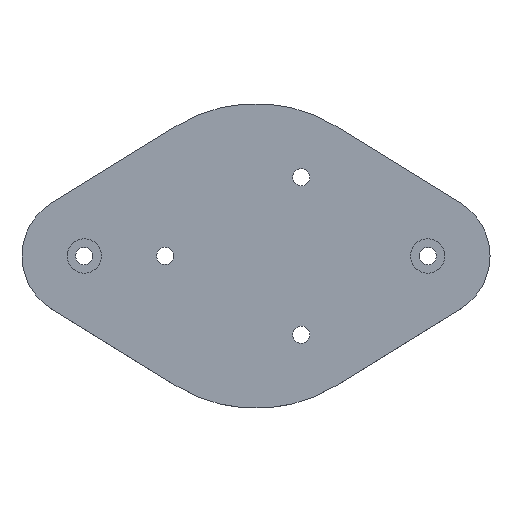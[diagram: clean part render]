
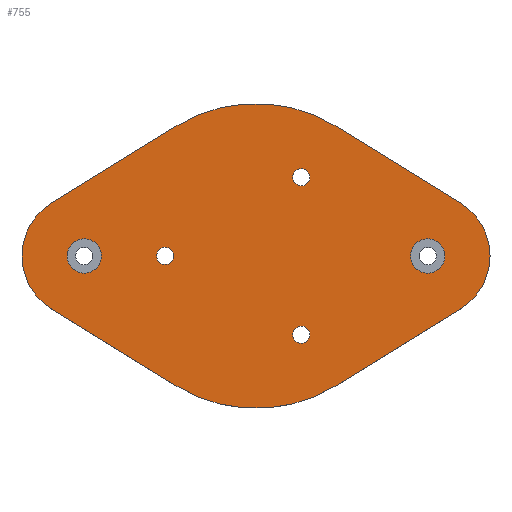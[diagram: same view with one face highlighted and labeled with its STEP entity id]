
A CAD part, top view. The second image highlights one B-rep face of the part: STEP entity #755.
In plain terms, the highlighted planar face has unit normal (0, 0, 1).
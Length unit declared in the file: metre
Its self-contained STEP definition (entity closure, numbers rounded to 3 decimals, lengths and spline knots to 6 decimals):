
#79=LINE('',#1431,#149);
#83=LINE('',#1440,#153);
#87=LINE('',#1458,#157);
#88=LINE('',#1459,#158);
#149=VECTOR('',#1230,1.);
#153=VECTOR('',#1236,1.);
#157=VECTOR('',#1256,1.);
#158=VECTOR('',#1257,1.);
#294=ORIENTED_EDGE('',*,*,#372,.F.);
#295=ORIENTED_EDGE('',*,*,#373,.F.);
#296=ORIENTED_EDGE('',*,*,#374,.F.);
#297=ORIENTED_EDGE('',*,*,#375,.F.);
#298=ORIENTED_EDGE('',*,*,#376,.F.);
#299=ORIENTED_EDGE('',*,*,#431,.T.);
#300=ORIENTED_EDGE('',*,*,#432,.F.);
#301=ORIENTED_EDGE('',*,*,#426,.T.);
#302=ORIENTED_EDGE('',*,*,#419,.F.);
#303=ORIENTED_EDGE('',*,*,#417,.T.);
#304=ORIENTED_EDGE('',*,*,#423,.F.);
#305=ORIENTED_EDGE('',*,*,#430,.T.);
#306=ORIENTED_EDGE('',*,*,#433,.F.);
#372=EDGE_CURVE('',#464,#464,#512,.T.);
#373=EDGE_CURVE('',#465,#465,#513,.T.);
#374=EDGE_CURVE('',#466,#466,#514,.T.);
#375=EDGE_CURVE('',#467,#467,#515,.T.);
#376=EDGE_CURVE('',#468,#468,#516,.T.);
#417=EDGE_CURVE('',#492,#491,#520,.T.);
#419=EDGE_CURVE('',#492,#493,#79,.T.);
#423=EDGE_CURVE('',#496,#491,#83,.T.);
#426=EDGE_CURVE('',#498,#493,#522,.T.);
#430=EDGE_CURVE('',#496,#500,#524,.T.);
#431=EDGE_CURVE('',#501,#502,#525,.T.);
#432=EDGE_CURVE('',#498,#502,#87,.T.);
#433=EDGE_CURVE('',#501,#500,#88,.T.);
#464=VERTEX_POINT('',#1330);
#465=VERTEX_POINT('',#1333);
#466=VERTEX_POINT('',#1336);
#467=VERTEX_POINT('',#1339);
#468=VERTEX_POINT('',#1342);
#491=VERTEX_POINT('',#1426);
#492=VERTEX_POINT('',#1428);
#493=VERTEX_POINT('',#1432);
#496=VERTEX_POINT('',#1439);
#498=VERTEX_POINT('',#1446);
#500=VERTEX_POINT('',#1452);
#501=VERTEX_POINT('',#1456);
#502=VERTEX_POINT('',#1457);
#512=CIRCLE('',#1027,0.002);
#513=CIRCLE('',#1029,0.004);
#514=CIRCLE('',#1031,0.002);
#515=CIRCLE('',#1033,0.002);
#516=CIRCLE('',#1035,0.004);
#520=CIRCLE('',#1060,0.0145);
#522=CIRCLE('',#1065,0.0355);
#524=CIRCLE('',#1068,0.0355);
#525=CIRCLE('',#1070,0.0145);
#574=EDGE_LOOP('',(#294));
#575=EDGE_LOOP('',(#295));
#576=EDGE_LOOP('',(#296));
#577=EDGE_LOOP('',(#297));
#578=EDGE_LOOP('',(#298));
#579=EDGE_LOOP('',(#299,#300,#301,#302,#303,#304,#305,#306));
#636=FACE_BOUND('',#574,.T.);
#637=FACE_BOUND('',#575,.T.);
#638=FACE_BOUND('',#576,.T.);
#639=FACE_BOUND('',#577,.T.);
#640=FACE_BOUND('',#578,.T.);
#641=FACE_BOUND('',#579,.T.);
#676=PLANE('',#1069);
#755=ADVANCED_FACE('',(#636,#637,#638,#639,#640,#641),#676,.T.);
#1027=AXIS2_PLACEMENT_3D('',#1329,#1122,#1123);
#1029=AXIS2_PLACEMENT_3D('',#1332,#1126,#1127);
#1031=AXIS2_PLACEMENT_3D('',#1335,#1130,#1131);
#1033=AXIS2_PLACEMENT_3D('',#1338,#1134,#1135);
#1035=AXIS2_PLACEMENT_3D('',#1341,#1138,#1139);
#1060=AXIS2_PLACEMENT_3D('',#1427,#1225,#1226);
#1065=AXIS2_PLACEMENT_3D('',#1445,#1242,#1243);
#1068=AXIS2_PLACEMENT_3D('',#1453,#1250,#1251);
#1069=AXIS2_PLACEMENT_3D('',#1454,#1252,#1253);
#1070=AXIS2_PLACEMENT_3D('',#1455,#1254,#1255);
#1122=DIRECTION('',(0.,0.,1.));
#1123=DIRECTION('',(1.,0.,0.));
#1126=DIRECTION('',(0.,0.,1.));
#1127=DIRECTION('',(1.,0.,0.));
#1130=DIRECTION('',(0.,0.,1.));
#1131=DIRECTION('',(1.,0.,0.));
#1134=DIRECTION('',(0.,0.,1.));
#1135=DIRECTION('',(1.,0.,0.));
#1138=DIRECTION('',(0.,0.,1.));
#1139=DIRECTION('',(1.,0.,0.));
#1225=DIRECTION('',(0.,0.,1.));
#1226=DIRECTION('',(1.,0.,0.));
#1230=DIRECTION('',(0.851,0.525,0.));
#1236=DIRECTION('',(-0.851,0.525,0.));
#1242=DIRECTION('',(0.,0.,1.));
#1243=DIRECTION('',(1.,0.,0.));
#1250=DIRECTION('',(0.,0.,1.));
#1251=DIRECTION('',(1.,0.,0.));
#1252=DIRECTION('',(0.,0.,1.));
#1253=DIRECTION('',(1.,0.,0.));
#1254=DIRECTION('',(0.,0.,1.));
#1255=DIRECTION('',(1.,0.,0.));
#1256=DIRECTION('',(0.851,-0.525,0.));
#1257=DIRECTION('',(-0.851,-0.525,0.));
#1329=CARTESIAN_POINT('',(0.010575,0.018316,0.008));
#1330=CARTESIAN_POINT('',(0.012575,0.018316,0.008));
#1332=CARTESIAN_POINT('',(0.04,0.,0.008));
#1333=CARTESIAN_POINT('',(0.044,0.,0.008));
#1335=CARTESIAN_POINT('',(0.010575,-0.018316,0.008));
#1336=CARTESIAN_POINT('',(0.012575,-0.018316,0.008));
#1338=CARTESIAN_POINT('',(-0.02115,0.,0.008));
#1339=CARTESIAN_POINT('',(-0.01915,0.,0.008));
#1341=CARTESIAN_POINT('',(-0.04,0.,0.008));
#1342=CARTESIAN_POINT('',(-0.036,0.,0.008));
#1426=CARTESIAN_POINT('',(-0.047613,-0.012341,0.008));
#1427=CARTESIAN_POINT('',(-0.04,0.,0.008));
#1428=CARTESIAN_POINT('',(-0.047613,0.012341,0.008));
#1431=CARTESIAN_POINT('',(-0.047613,0.012341,0.008));
#1432=CARTESIAN_POINT('',(-0.018638,0.030214,0.008));
#1439=CARTESIAN_POINT('',(-0.018638,-0.030214,0.008));
#1440=CARTESIAN_POINT('',(-0.018638,-0.030214,0.008));
#1445=CARTESIAN_POINT('',(0.,0.,0.008));
#1446=CARTESIAN_POINT('',(0.018638,0.030214,0.008));
#1452=CARTESIAN_POINT('',(0.018638,-0.030214,0.008));
#1453=CARTESIAN_POINT('',(0.,0.,0.008));
#1454=CARTESIAN_POINT('',(0.,0.,0.008));
#1455=CARTESIAN_POINT('',(0.04,0.,0.008));
#1456=CARTESIAN_POINT('',(0.047613,-0.012341,0.008));
#1457=CARTESIAN_POINT('',(0.047613,0.012341,0.008));
#1458=CARTESIAN_POINT('',(0.018638,0.030214,0.008));
#1459=CARTESIAN_POINT('',(0.047613,-0.012341,0.008));
